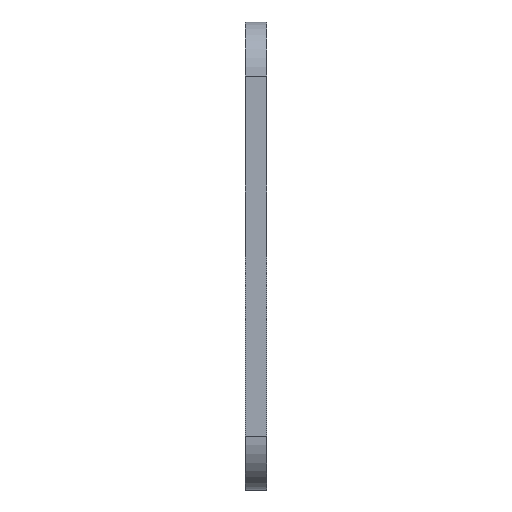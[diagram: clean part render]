
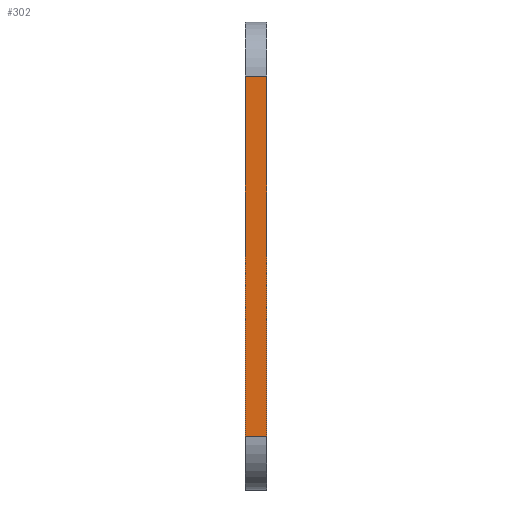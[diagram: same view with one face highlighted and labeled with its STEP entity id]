
A CAD part, left-side view. The second image highlights one B-rep face of the part: STEP entity #302.
In plain terms, the highlighted planar face has unit normal (-1, 0, 0).
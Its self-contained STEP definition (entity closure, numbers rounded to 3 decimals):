
#71 = LINE ( 'NONE', #447, #183 ) ;
#76 = PLANE ( 'NONE',  #902 ) ;
#82 = DIRECTION ( 'NONE',  ( 1., 0., 0. ) ) ;
#87 = CARTESIAN_POINT ( 'NONE',  ( -90., 0., 65. ) ) ;
#144 = VECTOR ( 'NONE', #726, 1000. ) ;
#158 = DIRECTION ( 'NONE',  ( 0., -1., 0. ) ) ;
#183 = VECTOR ( 'NONE', #802, 1000. ) ;
#211 = CARTESIAN_POINT ( 'NONE',  ( -90., 6., -50. ) ) ;
#257 = VECTOR ( 'NONE', #987, 1000. ) ;
#290 = EDGE_CURVE ( 'NONE', #537, #321, #1070, .T. ) ;
#302 = ADVANCED_FACE ( 'NONE', ( #1076 ), #76, .F. ) ;
#321 = VERTEX_POINT ( 'NONE', #559 ) ;
#322 = ORIENTED_EDGE ( 'NONE', *, *, #290, .T. ) ;
#390 = EDGE_CURVE ( 'NONE', #532, #1144, #71, .T. ) ;
#429 = ORIENTED_EDGE ( 'NONE', *, *, #738, .T. ) ;
#437 = CARTESIAN_POINT ( 'NONE',  ( -90., 6., 50. ) ) ;
#447 = CARTESIAN_POINT ( 'NONE',  ( -90., 6., 65. ) ) ;
#526 = ORIENTED_EDGE ( 'NONE', *, *, #390, .F. ) ;
#532 = VERTEX_POINT ( 'NONE', #211 ) ;
#537 = VERTEX_POINT ( 'NONE', #593 ) ;
#559 = CARTESIAN_POINT ( 'NONE',  ( -90., 0., 50. ) ) ;
#569 = EDGE_LOOP ( 'NONE', ( #526, #710, #322, #429 ) ) ;
#593 = CARTESIAN_POINT ( 'NONE',  ( -90., 0., -50. ) ) ;
#622 = LINE ( 'NONE', #957, #773 ) ;
#629 = CARTESIAN_POINT ( 'NONE',  ( -90., 6., 50. ) ) ;
#660 = EDGE_CURVE ( 'NONE', #532, #537, #622, .T. ) ;
#710 = ORIENTED_EDGE ( 'NONE', *, *, #660, .T. ) ;
#726 = DIRECTION ( 'NONE',  ( 0., 1., 0. ) ) ;
#728 = CARTESIAN_POINT ( 'NONE',  ( -90., 6., 65. ) ) ;
#738 = EDGE_CURVE ( 'NONE', #321, #1144, #805, .T. ) ;
#773 = VECTOR ( 'NONE', #158, 1000. ) ;
#802 = DIRECTION ( 'NONE',  ( 0., 0., 1. ) ) ;
#805 = LINE ( 'NONE', #629, #144 ) ;
#806 = DIRECTION ( 'NONE',  ( 0., 0., -1. ) ) ;
#902 = AXIS2_PLACEMENT_3D ( 'NONE', #728, #82, #806 ) ;
#957 = CARTESIAN_POINT ( 'NONE',  ( -90., 6., -50. ) ) ;
#987 = DIRECTION ( 'NONE',  ( 0., 0., 1. ) ) ;
#1070 = LINE ( 'NONE', #87, #257 ) ;
#1076 = FACE_OUTER_BOUND ( 'NONE', #569, .T. ) ;
#1144 = VERTEX_POINT ( 'NONE', #437 ) ;
